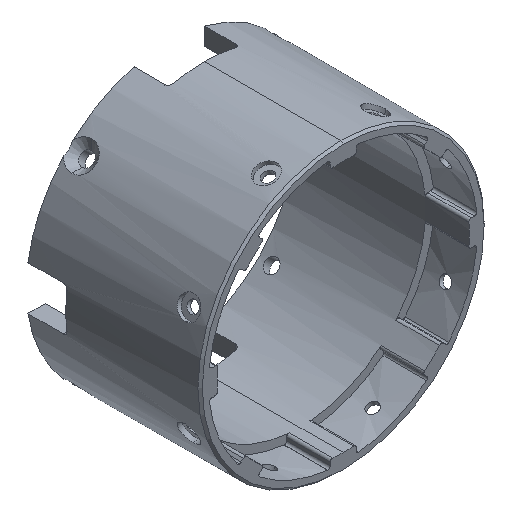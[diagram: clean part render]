
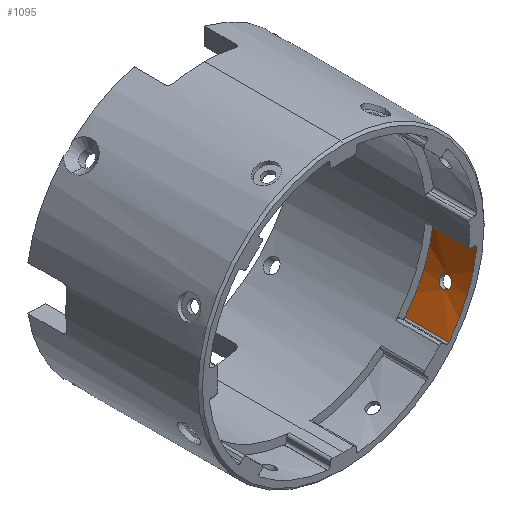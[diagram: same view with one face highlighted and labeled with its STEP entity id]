
A CAD part, isometric view. The second image highlights one B-rep face of the part: STEP entity #1095.
In plain terms, the highlighted cylindrical face has radius 30.55 mm (diameter 61.1 mm), a partial arc.
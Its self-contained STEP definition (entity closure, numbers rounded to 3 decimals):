
#92 = CARTESIAN_POINT ( 'NONE',  ( 28.685, 4.659, -10.511 ) ) ;
#198 = EDGE_CURVE ( 'NONE', #3803, #4400, #2492, .T. ) ;
#423 = ORIENTED_EDGE ( 'NONE', *, *, #1199, .F. ) ;
#457 = CARTESIAN_POINT ( 'NONE',  ( 0., 9.9, 0. ) ) ;
#468 = CARTESIAN_POINT ( 'NONE',  ( 28.64, 5.655, -10.634 ) ) ;
#556 = CARTESIAN_POINT ( 'NONE',  ( 27.885, 4.02, -12.48 ) ) ;
#615 = EDGE_CURVE ( 'NONE', #2011, #4441, #5148, .T. ) ;
#685 = CARTESIAN_POINT ( 'NONE',  ( 30.341, 9.9, -3.564 ) ) ;
#870 = FACE_OUTER_BOUND ( 'NONE', #5816, .T. ) ;
#908 = CARTESIAN_POINT ( 'NONE',  ( 27.813, 5.793, -12.64 ) ) ;
#939 = ORIENTED_EDGE ( 'NONE', *, *, #615, .T. ) ;
#1033 = CARTESIAN_POINT ( 'NONE',  ( 0., 9.9, 0. ) ) ;
#1095 = ADVANCED_FACE ( 'NONE', ( #1484, #870 ), #3875, .F. ) ;
#1102 = CARTESIAN_POINT ( 'NONE',  ( 28.696, 5., -10.479 ) ) ;
#1131 = CARTESIAN_POINT ( 'NONE',  ( 28.64, 4.346, -10.633 ) ) ;
#1161 = CARTESIAN_POINT ( 'NONE',  ( 28.291, 3.7, -11.532 ) ) ;
#1199 = EDGE_CURVE ( 'NONE', #1603, #5443, #3816, .T. ) ;
#1236 = CARTESIAN_POINT ( 'NONE',  ( 27.701, 5., -12.881 ) ) ;
#1413 = DIRECTION ( 'NONE',  ( 0., -1., 0. ) ) ;
#1457 = CARTESIAN_POINT ( 'NONE',  ( 27.716, 5.34, -12.851 ) ) ;
#1484 = FACE_BOUND ( 'NONE', #4798, .T. ) ;
#1529 = B_SPLINE_CURVE_WITH_KNOTS ( 'NONE', 3,
 ( #3818, #2399, #1457, #3395, #2792, #908, #5322, #2433, #4884, #4367, #5779, #6316, #3335, #4761, #4794, #1913, #3885, #5839, #468, #5350, #3303, #4401, #4275, #2856 ),
 .UNSPECIFIED., .F., .F.,
 ( 4, 2, 2, 2, 2, 2, 2, 2, 2, 2, 2, 4 ),
 ( 0., 0.001, 0.001, 0.001, 0.002, 0.002, 0.002, 0.003, 0.003, 0.004, 0.004, 0.004 ),
 .UNSPECIFIED. ) ;
#1557 = ORIENTED_EDGE ( 'NONE', *, *, #5768, .T. ) ;
#1583 = CARTESIAN_POINT ( 'NONE',  ( 28.354, 3.734, -11.375 ) ) ;
#1603 = VERTEX_POINT ( 'NONE', #1650 ) ;
#1615 = CARTESIAN_POINT ( 'NONE',  ( 27.771, 4.345, -12.732 ) ) ;
#1650 = CARTESIAN_POINT ( 'NONE',  ( 23.975, 9.9, -18.934 ) ) ;
#1669 = EDGE_CURVE ( 'NONE', #4441, #5443, #2650, .T. ) ;
#1800 = ORIENTED_EDGE ( 'NONE', *, *, #1669, .T. ) ;
#1913 = CARTESIAN_POINT ( 'NONE',  ( 28.469, 6.136, -11.084 ) ) ;
#2011 = VERTEX_POINT ( 'NONE', #4330 ) ;
#2030 = CARTESIAN_POINT ( 'NONE',  ( 28.696, 5., -10.479 ) ) ;
#2069 = CARTESIAN_POINT ( 'NONE',  ( 28.468, 3.872, -11.086 ) ) ;
#2104 = CARTESIAN_POINT ( 'NONE',  ( 27.969, 3.871, -12.289 ) ) ;
#2265 = CARTESIAN_POINT ( 'NONE',  ( 0., 0., 0. ) ) ;
#2399 = CARTESIAN_POINT ( 'NONE',  ( 27.701, 5.172, -12.881 ) ) ;
#2433 = CARTESIAN_POINT ( 'NONE',  ( 27.909, 6.039, -12.425 ) ) ;
#2492 = B_SPLINE_CURVE_WITH_KNOTS ( 'NONE', 3,
 ( #1102, #5542, #92, #1131, #3484, #4966, #3552, #2069, #4595, #1583, #1161, #3045, #3515, #4455, #2104, #5955, #556, #4033, #1615, #5986, #3101, #5512 ),
 .UNSPECIFIED., .F., .F.,
 ( 4, 2, 2, 2, 2, 2, 2, 2, 2, 2, 4 ),
 ( 0.004, 0.005, 0.005, 0.005, 0.006, 0.006, 0.007, 0.007, 0.007, 0.008, 0.008 ),
 .UNSPECIFIED. ) ;
#2650 = LINE ( 'NONE', #6082, #4852 ) ;
#2727 = CARTESIAN_POINT ( 'NONE',  ( 30.341, 0., -3.564 ) ) ;
#2792 = CARTESIAN_POINT ( 'NONE',  ( 27.774, 5.651, -12.725 ) ) ;
#2856 = CARTESIAN_POINT ( 'NONE',  ( 28.696, 5., -10.479 ) ) ;
#3045 = CARTESIAN_POINT ( 'NONE',  ( 28.159, 3.7, -11.848 ) ) ;
#3101 = CARTESIAN_POINT ( 'NONE',  ( 27.701, 4.828, -12.881 ) ) ;
#3280 = DIRECTION ( 'NONE',  ( 0., -1., 0. ) ) ;
#3303 = CARTESIAN_POINT ( 'NONE',  ( 28.682, 5.338, -10.519 ) ) ;
#3335 = CARTESIAN_POINT ( 'NONE',  ( 28.289, 6.292, -11.533 ) ) ;
#3395 = CARTESIAN_POINT ( 'NONE',  ( 27.757, 5.577, -12.762 ) ) ;
#3484 = CARTESIAN_POINT ( 'NONE',  ( 28.606, 4.201, -10.724 ) ) ;
#3515 = CARTESIAN_POINT ( 'NONE',  ( 28.093, 3.733, -12.004 ) ) ;
#3552 = CARTESIAN_POINT ( 'NONE',  ( 28.519, 3.967, -10.954 ) ) ;
#3648 = DIRECTION ( 'NONE',  ( 0., 1., 0. ) ) ;
#3690 = DIRECTION ( 'NONE',  ( 0., -1., 0. ) ) ;
#3803 = VERTEX_POINT ( 'NONE', #2030 ) ;
#3808 = DIRECTION ( 'NONE',  ( 0., 0., -1. ) ) ;
#3816 = CIRCLE ( 'NONE', #6165, 30.55 ) ;
#3818 = CARTESIAN_POINT ( 'NONE',  ( 27.701, 5., -12.881 ) ) ;
#3823 = ORIENTED_EDGE ( 'NONE', *, *, #6157, .T. ) ;
#3875 = CYLINDRICAL_SURFACE ( 'NONE', #4130, 30.55 ) ;
#3885 = CARTESIAN_POINT ( 'NONE',  ( 28.52, 6.041, -10.95 ) ) ;
#4033 = CARTESIAN_POINT ( 'NONE',  ( 27.811, 4.2, -12.644 ) ) ;
#4072 = DIRECTION ( 'NONE',  ( 0., -1., 0. ) ) ;
#4130 = AXIS2_PLACEMENT_3D ( 'NONE', #457, #1413, #3808 ) ;
#4225 = AXIS2_PLACEMENT_3D ( 'NONE', #2265, #3690, #5678 ) ;
#4275 = CARTESIAN_POINT ( 'NONE',  ( 28.696, 5.085, -10.479 ) ) ;
#4330 = CARTESIAN_POINT ( 'NONE',  ( 23.975, 0., -18.934 ) ) ;
#4362 = VECTOR ( 'NONE', #3280, 1000. ) ;
#4367 = CARTESIAN_POINT ( 'NONE',  ( 28.093, 6.266, -12.006 ) ) ;
#4400 = VERTEX_POINT ( 'NONE', #1236 ) ;
#4401 = CARTESIAN_POINT ( 'NONE',  ( 28.694, 5.171, -10.487 ) ) ;
#4441 = VERTEX_POINT ( 'NONE', #2727 ) ;
#4455 = CARTESIAN_POINT ( 'NONE',  ( 27.999, 3.831, -12.221 ) ) ;
#4555 = DIRECTION ( 'NONE',  ( 0., 0., -1. ) ) ;
#4595 = CARTESIAN_POINT ( 'NONE',  ( 28.44, 3.832, -11.156 ) ) ;
#4761 = CARTESIAN_POINT ( 'NONE',  ( 28.352, 6.258, -11.379 ) ) ;
#4794 = CARTESIAN_POINT ( 'NONE',  ( 28.382, 6.234, -11.303 ) ) ;
#4798 = EDGE_LOOP ( 'NONE', ( #3823, #5843 ) ) ;
#4852 = VECTOR ( 'NONE', #3648, 1000. ) ;
#4884 = CARTESIAN_POINT ( 'NONE',  ( 27.968, 6.136, -12.293 ) ) ;
#4966 = CARTESIAN_POINT ( 'NONE',  ( 28.542, 4.021, -10.892 ) ) ;
#5148 = CIRCLE ( 'NONE', #4225, 30.55 ) ;
#5322 = CARTESIAN_POINT ( 'NONE',  ( 27.835, 5.859, -12.59 ) ) ;
#5350 = CARTESIAN_POINT ( 'NONE',  ( 28.674, 5.419, -10.542 ) ) ;
#5443 = VERTEX_POINT ( 'NONE', #685 ) ;
#5512 = CARTESIAN_POINT ( 'NONE',  ( 27.701, 5., -12.881 ) ) ;
#5542 = CARTESIAN_POINT ( 'NONE',  ( 28.696, 4.83, -10.479 ) ) ;
#5601 = CARTESIAN_POINT ( 'NONE',  ( 23.975, 9.9, -18.934 ) ) ;
#5625 = LINE ( 'NONE', #5601, #4362 ) ;
#5678 = DIRECTION ( 'NONE',  ( 0., 0., -1. ) ) ;
#5768 = EDGE_CURVE ( 'NONE', #1603, #2011, #5625, .T. ) ;
#5779 = CARTESIAN_POINT ( 'NONE',  ( 28.159, 6.3, -11.848 ) ) ;
#5816 = EDGE_LOOP ( 'NONE', ( #423, #1557, #939, #1800 ) ) ;
#5839 = CARTESIAN_POINT ( 'NONE',  ( 28.607, 5.798, -10.723 ) ) ;
#5843 = ORIENTED_EDGE ( 'NONE', *, *, #198, .T. ) ;
#5955 = CARTESIAN_POINT ( 'NONE',  ( 27.912, 3.965, -12.418 ) ) ;
#5986 = CARTESIAN_POINT ( 'NONE',  ( 27.716, 4.658, -12.85 ) ) ;
#6082 = CARTESIAN_POINT ( 'NONE',  ( 30.341, 9.9, -3.564 ) ) ;
#6157 = EDGE_CURVE ( 'NONE', #4400, #3803, #1529, .T. ) ;
#6165 = AXIS2_PLACEMENT_3D ( 'NONE', #1033, #4072, #4555 ) ;
#6316 = CARTESIAN_POINT ( 'NONE',  ( 28.257, 6.3, -11.613 ) ) ;
